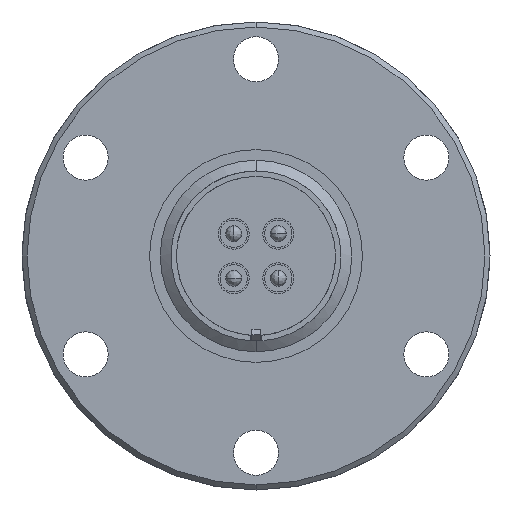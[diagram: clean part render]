
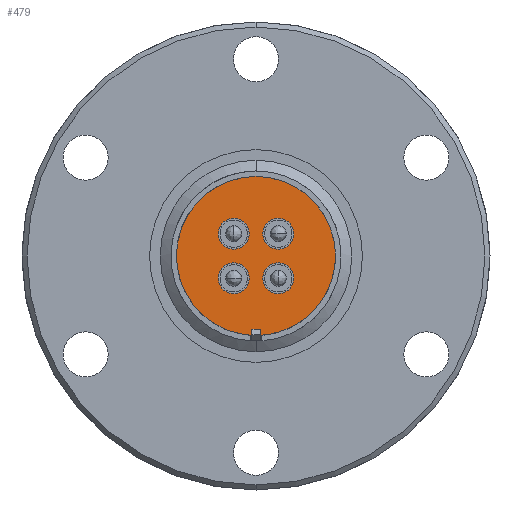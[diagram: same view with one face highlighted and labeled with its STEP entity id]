
A CAD part, front view. The second image highlights one B-rep face of the part: STEP entity #479.
In plain terms, the highlighted planar face has unit normal (0, -1, 0).
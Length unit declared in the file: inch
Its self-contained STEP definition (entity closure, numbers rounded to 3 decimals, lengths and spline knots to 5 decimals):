
#479 = ADVANCED_FACE ( 'NONE', ( #5387, #5440, #5174, #5400, #5389 ), #6063, .T. ) ;
#1013 = DIRECTION ( 'NONE',  ( 0., 0., -1. ) ) ;
#1014 = DIRECTION ( 'NONE',  ( 0., 1., 0. ) ) ;
#1015 = CARTESIAN_POINT ( 'NONE',  ( -0.13081, 0., -0.13081 ) ) ;
#1179 = DIRECTION ( 'NONE',  ( 0., 0., -1. ) ) ;
#1180 = DIRECTION ( 'NONE',  ( 0., 1., 0. ) ) ;
#1181 = CARTESIAN_POINT ( 'NONE',  ( -0.13081, 0., 0.13081 ) ) ;
#1215 = CARTESIAN_POINT ( 'NONE',  ( 0., 0., 0.49 ) ) ;
#1222 = CARTESIAN_POINT ( 'NONE',  ( -0.13081, 0., -0.04031 ) ) ;
#1250 = CARTESIAN_POINT ( 'NONE',  ( -0.13081, 0., -0.22131 ) ) ;
#1305 = CARTESIAN_POINT ( 'NONE',  ( 0.13081, 0., 0.04031 ) ) ;
#1346 = CARTESIAN_POINT ( 'NONE',  ( -0.13081, 0., 0.22131 ) ) ;
#1454 = CARTESIAN_POINT ( 'NONE',  ( 0., 0., -0.49 ) ) ;
#1492 = CARTESIAN_POINT ( 'NONE',  ( 0.13081, 0., -0.22131 ) ) ;
#1496 = CARTESIAN_POINT ( 'NONE',  ( 0.13081, 0., 0.22131 ) ) ;
#1497 = CARTESIAN_POINT ( 'NONE',  ( 0.13081, 0., -0.04031 ) ) ;
#1572 = CARTESIAN_POINT ( 'NONE',  ( -0.13081, 0., 0.04031 ) ) ;
#1997 = DIRECTION ( 'NONE',  ( 0., 0., -1. ) ) ;
#1998 = DIRECTION ( 'NONE',  ( 0., -1., 0. ) ) ;
#1999 = CARTESIAN_POINT ( 'NONE',  ( 0., 0., 0. ) ) ;
#2022 = DIRECTION ( 'NONE',  ( 0., 0., -1. ) ) ;
#2023 = DIRECTION ( 'NONE',  ( 0., 1., 0. ) ) ;
#2024 = CARTESIAN_POINT ( 'NONE',  ( 0.13081, 0., 0.13081 ) ) ;
#2066 = DIRECTION ( 'NONE',  ( 0., 0., -1. ) ) ;
#2067 = DIRECTION ( 'NONE',  ( 0., 1., 0. ) ) ;
#2068 = CARTESIAN_POINT ( 'NONE',  ( 0.13081, 0., -0.13081 ) ) ;
#2492 = EDGE_CURVE ( 'NONE', #4095, #3140, #3367, .T. ) ;
#2493 = EDGE_CURVE ( 'NONE', #4172, #4281, #3306, .T. ) ;
#2494 = EDGE_CURVE ( 'NONE', #3136, #3132, #3500, .T. ) ;
#2495 = EDGE_CURVE ( 'NONE', #2818, #3751, #3504, .T. ) ;
#2496 = EDGE_CURVE ( 'NONE', #3312, #4247, #3502, .T. ) ;
#2669 = CIRCLE ( 'NONE', #4377, 0.0905 ) ;
#2694 = CIRCLE ( 'NONE', #4366, 0.0905 ) ;
#2696 = CIRCLE ( 'NONE', #4361, 0.49 ) ;
#2818 = VERTEX_POINT ( 'NONE', #1572 ) ;
#2847 = ORIENTED_EDGE ( 'NONE', *, *, #2493, .T. ) ;
#2887 = ORIENTED_EDGE ( 'NONE', *, *, #2496, .T. ) ;
#3132 = VERTEX_POINT ( 'NONE', #1497 ) ;
#3136 = VERTEX_POINT ( 'NONE', #1492 ) ;
#3140 = VERTEX_POINT ( 'NONE', #1496 ) ;
#3247 = CIRCLE ( 'NONE', #4476, 0.0905 ) ;
#3257 = CIRCLE ( 'NONE', #4454, 0.0905 ) ;
#3306 = CIRCLE ( 'NONE', #4593, 0.0905 ) ;
#3312 = VERTEX_POINT ( 'NONE', #1454 ) ;
#3367 = CIRCLE ( 'NONE', #4594, 0.0905 ) ;
#3500 = CIRCLE ( 'NONE', #4592, 0.0905 ) ;
#3502 = CIRCLE ( 'NONE', #4590, 0.49 ) ;
#3504 = CIRCLE ( 'NONE', #4591, 0.0905 ) ;
#3714 = ORIENTED_EDGE ( 'NONE', *, *, #4999, .T. ) ;
#3751 = VERTEX_POINT ( 'NONE', #1346 ) ;
#3875 = EDGE_LOOP ( 'NONE', ( #4074, #3914 ) ) ;
#3882 = EDGE_LOOP ( 'NONE', ( #4242, #3714 ) ) ;
#3909 = ORIENTED_EDGE ( 'NONE', *, *, #4982, .T. ) ;
#3912 = ORIENTED_EDGE ( 'NONE', *, *, #2494, .T. ) ;
#3914 = ORIENTED_EDGE ( 'NONE', *, *, #4486, .T. ) ;
#3923 = ORIENTED_EDGE ( 'NONE', *, *, #5009, .T. ) ;
#4005 = EDGE_LOOP ( 'NONE', ( #2887, #3923 ) ) ;
#4019 = EDGE_LOOP ( 'NONE', ( #2847, #4189 ) ) ;
#4074 = ORIENTED_EDGE ( 'NONE', *, *, #2495, .T. ) ;
#4095 = VERTEX_POINT ( 'NONE', #1305 ) ;
#4098 = EDGE_LOOP ( 'NONE', ( #3912, #3909 ) ) ;
#4172 = VERTEX_POINT ( 'NONE', #1250 ) ;
#4189 = ORIENTED_EDGE ( 'NONE', *, *, #4805, .T. ) ;
#4242 = ORIENTED_EDGE ( 'NONE', *, *, #2492, .T. ) ;
#4247 = VERTEX_POINT ( 'NONE', #1215 ) ;
#4281 = VERTEX_POINT ( 'NONE', #1222 ) ;
#4361 = AXIS2_PLACEMENT_3D ( 'NONE', #1999, #1998, #1997 ) ;
#4366 = AXIS2_PLACEMENT_3D ( 'NONE', #2024, #2023, #2022 ) ;
#4377 = AXIS2_PLACEMENT_3D ( 'NONE', #2068, #2067, #2066 ) ;
#4454 = AXIS2_PLACEMENT_3D ( 'NONE', #1015, #1014, #1013 ) ;
#4476 = AXIS2_PLACEMENT_3D ( 'NONE', #1181, #1180, #1179 ) ;
#4486 = EDGE_CURVE ( 'NONE', #3751, #2818, #3247, .T. ) ;
#4590 = AXIS2_PLACEMENT_3D ( 'NONE', #5919, #6084, #6083 ) ;
#4591 = AXIS2_PLACEMENT_3D ( 'NONE', #5850, #5849, #5848 ) ;
#4592 = AXIS2_PLACEMENT_3D ( 'NONE', #5479, #5478, #5882 ) ;
#4593 = AXIS2_PLACEMENT_3D ( 'NONE', #5482, #5481, #5480 ) ;
#4594 = AXIS2_PLACEMENT_3D ( 'NONE', #5486, #5485, #5484 ) ;
#4736 = AXIS2_PLACEMENT_3D ( 'NONE', #6061, #6065, #6058 ) ;
#4805 = EDGE_CURVE ( 'NONE', #4281, #4172, #3257, .T. ) ;
#4982 = EDGE_CURVE ( 'NONE', #3132, #3136, #2669, .T. ) ;
#4999 = EDGE_CURVE ( 'NONE', #3140, #4095, #2694, .T. ) ;
#5009 = EDGE_CURVE ( 'NONE', #4247, #3312, #2696, .T. ) ;
#5174 = FACE_BOUND ( 'NONE', #4019, .T. ) ;
#5387 = FACE_BOUND ( 'NONE', #3875, .T. ) ;
#5389 = FACE_OUTER_BOUND ( 'NONE', #4005, .T. ) ;
#5400 = FACE_BOUND ( 'NONE', #3882, .T. ) ;
#5440 = FACE_BOUND ( 'NONE', #4098, .T. ) ;
#5478 = DIRECTION ( 'NONE',  ( 0., 1., 0. ) ) ;
#5479 = CARTESIAN_POINT ( 'NONE',  ( 0.13081, 0., -0.13081 ) ) ;
#5480 = DIRECTION ( 'NONE',  ( 0., 0., -1. ) ) ;
#5481 = DIRECTION ( 'NONE',  ( 0., 1., 0. ) ) ;
#5482 = CARTESIAN_POINT ( 'NONE',  ( -0.13081, 0., -0.13081 ) ) ;
#5484 = DIRECTION ( 'NONE',  ( 0., 0., -1. ) ) ;
#5485 = DIRECTION ( 'NONE',  ( 0., 1., 0. ) ) ;
#5486 = CARTESIAN_POINT ( 'NONE',  ( 0.13081, 0., 0.13081 ) ) ;
#5848 = DIRECTION ( 'NONE',  ( 0., 0., -1. ) ) ;
#5849 = DIRECTION ( 'NONE',  ( 0., 1., 0. ) ) ;
#5850 = CARTESIAN_POINT ( 'NONE',  ( -0.13081, 0., 0.13081 ) ) ;
#5882 = DIRECTION ( 'NONE',  ( 0., 0., -1. ) ) ;
#5919 = CARTESIAN_POINT ( 'NONE',  ( 0., 0., 0. ) ) ;
#6058 = DIRECTION ( 'NONE',  ( 0., 0., -1. ) ) ;
#6061 = CARTESIAN_POINT ( 'NONE',  ( 0.4121, 0., -0.22074 ) ) ;
#6063 = PLANE ( 'NONE',  #4736 ) ;
#6065 = DIRECTION ( 'NONE',  ( 0., -1., 0. ) ) ;
#6083 = DIRECTION ( 'NONE',  ( 0., 0., -1. ) ) ;
#6084 = DIRECTION ( 'NONE',  ( 0., -1., 0. ) ) ;
